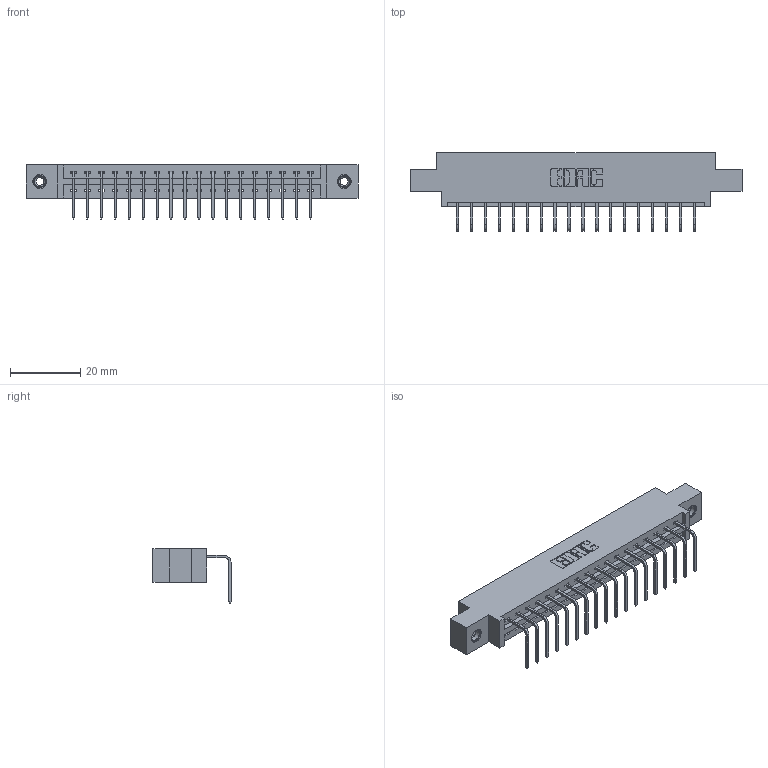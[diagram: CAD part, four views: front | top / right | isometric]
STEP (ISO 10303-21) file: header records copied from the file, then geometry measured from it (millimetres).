
FILE_DESCRIPTION (( 'STEP AP203' ), '1' );
FILE_NAME ('337-018-558-608.STEP', '2018-08-05T02:28:28', ( '' ), ( '' ), 'SwSTEP 2.0', 'SolidWorks 2016', '' );
FILE_SCHEMA (( 'CONFIG_CONTROL_DESIGN' ));
Length unit declared in the file: inch
Products named in the file (4): 337-018-558-608; 337 Part_0.170 Offset - 0.156 Dia-TI; 345-292-001_558 Tail - 2; 345-250-001_345-250-003-102
Assembly tree (21 placements, depth 2):
  337-018-558-608
    337 Part_0.170 Offset - 0.156 Dia-TI
    345-292-001_558 Tail - 2  x18
    345-250-001_345-250-003-102  x2
Bounding box: 94.34 x 22.17 x 15.37 mm (x, y, z)
Volume: 9440.2 mm3; surface area: 10116.4 mm2
Topology: 21 solids, 21 shells, 1330 faces, 3951 edges, 2602 vertices
Faces by surface type: plane 970, cylinder 344, cone 12, torus 4
Entity records: 17886 total; most frequent: CARTESIAN_POINT 3095, ORIENTED_EDGE 3042, DIRECTION 2687, EDGE_CURVE 1521, LINE 1373, VECTOR 1373, VERTEX_POINT 1008, AXIS2_PLACEMENT_3D 657
